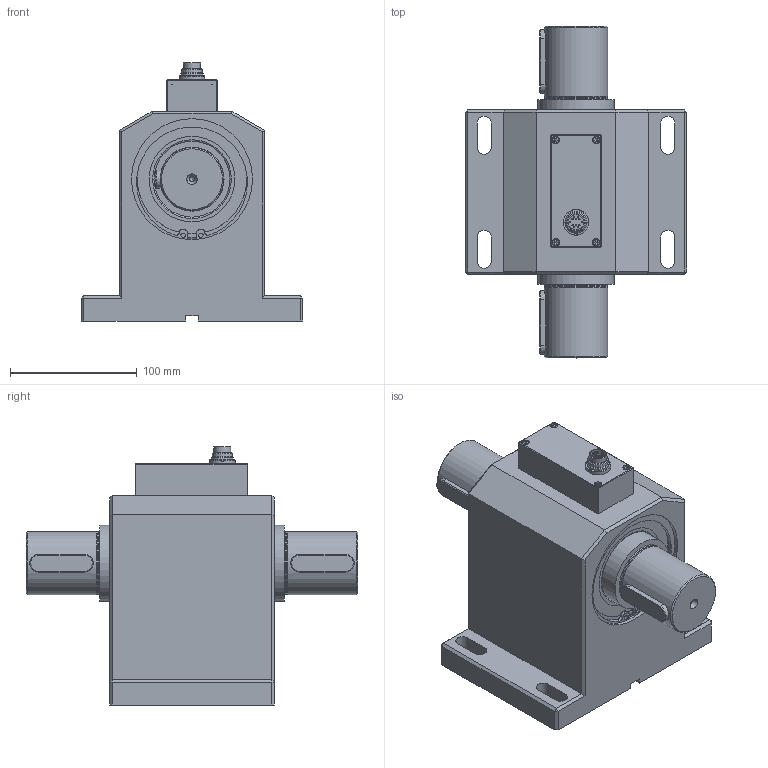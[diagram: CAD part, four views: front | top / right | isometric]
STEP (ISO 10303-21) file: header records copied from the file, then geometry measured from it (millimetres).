
FILE_DESCRIPTION( ( 'Unknown' ), '1' );
FILE_NAME( '2302-Z08_DOC-00103778.stp', 'Unknown', ( 'Unknown' ), ( 'Unknown' ), 'PSStep 17.0.49', 'Unknown', ' ' );
FILE_SCHEMA( ( 'AUTOMOTIVE_DESIGN { 1 0 10303 214 1 1 1 1 }' ) );
Length unit declared in the file: millimetre
Products named in the file (31): 2247-b05_doc-00045639; 2247-003_doc-00016120; Zylinderschraube DIN 912-M3x25; Zylinderschraube DIN 912-M3x25-oa1; Zylinderschraube DIN 912-M3x25-oa2; Zylinderschraube DIN 912-M3x25-oa3; 2302-b01_doc-00051001; 2302-001_doc-00016103; DIN 625-T1-6012-2RS_60x95x18; Sicherungsring DIN 472-95x3-T1; Sicherungsring DIN 472-95x3-T1-oa0; 2301-B07_DOC-00103668; DIN 625-T1-6012-2RS_60x95x18-oa4; Paßfeder A14x9x50 DIN 6885; Paßfeder A14x9x50 DIN 6885-oa5; 2301-015_DOC-00103667; Assem1; flanschstecker 12-polig serie 723; mutter_09-0323-89-06_DOC-00067592
Assembly tree (30 placements, depth 3):
  Assem1
    flanschstecker 12-polig serie 723
    mutter_09-0323-89-06_DOC-00067592
    2302-b01_doc-00051001
      2302-001_doc-00016103
      DIN 625-T1-6012-2RS_60x95x18
      DIN 625-T1-6012-2RS_60x95x18
      DIN 625-T1-6012-2RS_60x95x18
      DIN 625-T1-6012-2RS_60x95x18
      DIN 625-T1-6012-2RS_60x95x18
      DIN 625-T1-6012-2RS_60x95x18
      DIN 625-T1-6012-2RS_60x95x18
      Sicherungsring DIN 472-95x3-T1
      Sicherungsring DIN 472-95x3-T1-oa0
    2247-b05_doc-00045639
      2247-003_doc-00016120
      Zylinderschraube DIN 912-M3x25
      Zylinderschraube DIN 912-M3x25-oa1
      Zylinderschraube DIN 912-M3x25-oa2
      Zylinderschraube DIN 912-M3x25-oa3
    2301-B07_DOC-00103668
      DIN 625-T1-6012-2RS_60x95x18-oa4
      DIN 625-T1-6012-2RS_60x95x18-oa4
      DIN 625-T1-6012-2RS_60x95x18-oa4
      DIN 625-T1-6012-2RS_60x95x18-oa4
      DIN 625-T1-6012-2RS_60x95x18-oa4
      DIN 625-T1-6012-2RS_60x95x18-oa4
      DIN 625-T1-6012-2RS_60x95x18-oa4
      Paßfeder A14x9x50 DIN 6885
      Paßfeder A14x9x50 DIN 6885-oa5
      2301-015_DOC-00103667
Bounding box: 175 x 262 x 203.7 mm (x, y, z)
Volume: 2444242.4 mm3; surface area: 361635.8 mm2
Topology: 27 solids, 29 shells, 470 faces, 953 edges, 612 vertices
Faces by surface type: plane 242, cylinder 160, cone 38, torus 30
Full cylindrical faces by diameter (mm): 1 x24, 2.387 x4, 3 x8, 3.4 x4, 3.5 x4, 4 x2, 5.5 x4, 6 x4, 12 x1, 13.5 x1, 15 x1, 15.875 x1, 17.188 x1, 17.462 x1, 17.8 x1, 20 x2, 49.4 x2, 50 x2, 57 x1, 60 x4, 67.5 x4, 67.52 x4, 74.25 x4, 82.175 x4, 86.36 x4, 86.38 x4, 86.48 x4, 86.5 x4, 95 x5, 95.5 x2
Entity records: 15734 total; most frequent: CARTESIAN_POINT 2152, DIRECTION 2096, ORIENTED_EDGE 1468, AXIS2_PLACEMENT_3D 890, EDGE_LOOP 768, EDGE_CURVE 734, FACE_OUTER_BOUND 599, VERTEX_POINT 578
